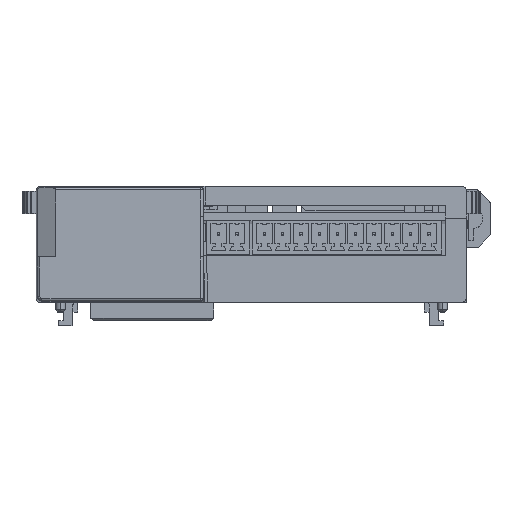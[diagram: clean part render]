
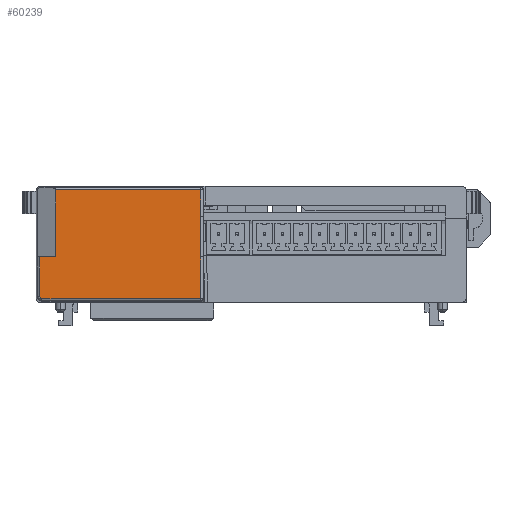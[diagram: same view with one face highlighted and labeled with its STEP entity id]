
A CAD part, top view. The second image highlights one B-rep face of the part: STEP entity #60239.
In plain terms, the highlighted planar face has unit normal (0, 0.009, 1).
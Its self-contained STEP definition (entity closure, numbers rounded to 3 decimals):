
#40012=CARTESIAN_POINT('',(-10.559,18.661,37.04));
#40013=VERTEX_POINT('',#40012);
#40014=CARTESIAN_POINT('',(-10.559,27.344,36.964));
#40015=VERTEX_POINT('',#40014);
#40016=CARTESIAN_POINT('',(-10.559,18.661,37.04));
#40017=DIRECTION('',(0.,1.,-0.009));
#40018=VECTOR('',#40017,8.683);
#40019=LINE('',#40016,#40018);
#40020=EDGE_CURVE('',#40013,#40015,#40019,.T.);
#40030=CARTESIAN_POINT('',(-10.539,27.344,36.964));
#40031=VERTEX_POINT('',#40030);
#40039=CARTESIAN_POINT('',(-10.559,27.344,36.964));
#40040=CARTESIAN_POINT('',(-10.557,27.344,36.964));
#40041=CARTESIAN_POINT('',(-10.553,27.344,36.964));
#40042=CARTESIAN_POINT('',(-10.546,27.344,36.965));
#40043=CARTESIAN_POINT('',(-10.542,27.344,36.964));
#40044=CARTESIAN_POINT('',(-10.539,27.344,36.964));
#40045=B_SPLINE_CURVE_WITH_KNOTS('',3,(#40039,#40040,#40041,#40042,#40043,#40044),.UNSPECIFIED.,.F.,.U.,(4,1,1,4),(0.,0.333,0.667,1.),.UNSPECIFIED.);
#40046=EDGE_CURVE('',#40015,#40031,#40045,.T.);
#51672=CARTESIAN_POINT('',(-43.689,18.661,37.04));
#51673=VERTEX_POINT('',#51672);
#51674=CARTESIAN_POINT('',(-43.689,18.661,37.04));
#51675=DIRECTION('',(1.,0.,0.));
#51676=VECTOR('',#51675,33.13);
#51677=LINE('',#51674,#51676);
#51678=EDGE_CURVE('',#51673,#40013,#51677,.T.);
#51708=CARTESIAN_POINT('',(-44.106,19.078,37.037));
#51709=VERTEX_POINT('',#51708);
#51719=CARTESIAN_POINT('',(-43.689,19.078,37.037));
#51720=DIRECTION('',(-1.,0.,0.));
#51721=DIRECTION('',(0.,0.009,1.));
#51722=AXIS2_PLACEMENT_3D('',#51719,#51721,#51720);
#51723=CIRCLE('',#51722,0.416);
#51724=EDGE_CURVE('',#51709,#51673,#51723,.T.);
#51803=CARTESIAN_POINT('',(-44.106,27.384,36.964));
#51804=VERTEX_POINT('',#51803);
#51814=CARTESIAN_POINT('',(-44.106,27.384,36.964));
#51815=DIRECTION('',(0.,-1.,0.009));
#51816=VECTOR('',#51815,8.307);
#51817=LINE('',#51814,#51816);
#51818=EDGE_CURVE('',#51804,#51709,#51817,.T.);
#51830=CARTESIAN_POINT('',(-40.826,27.384,36.964));
#51831=VERTEX_POINT('',#51830);
#51832=CARTESIAN_POINT('',(-40.826,27.384,36.964));
#51833=DIRECTION('',(-1.,0.,0.));
#51834=VECTOR('',#51833,3.279);
#51835=LINE('',#51832,#51834);
#51836=EDGE_CURVE('',#51831,#51804,#51835,.T.);
#51852=CARTESIAN_POINT('',(-40.826,41.347,36.842));
#51853=VERTEX_POINT('',#51852);
#51877=CARTESIAN_POINT('',(-40.826,41.347,36.842));
#51878=DIRECTION('',(0.,-1.,0.009));
#51879=VECTOR('',#51878,13.963);
#51880=LINE('',#51877,#51879);
#51881=EDGE_CURVE('',#51853,#51831,#51880,.T.);
#60192=CARTESIAN_POINT('',(-27.332,30.004,36.941));
#60193=DIRECTION('',(0.,-1.,0.009));
#60194=DIRECTION('',(-0.,0.009,1.));
#60195=AXIS2_PLACEMENT_3D('',#60192,#60194,#60193);
#60196=PLANE('',#60195);
#60197=CARTESIAN_POINT('',(-10.559,35.824,36.89));
#60198=VERTEX_POINT('',#60197);
#60199=CARTESIAN_POINT('',(-10.539,35.824,36.89));
#60200=VERTEX_POINT('',#60199);
#60201=CARTESIAN_POINT('',(-10.559,35.824,36.89));
#60202=CARTESIAN_POINT('',(-10.557,35.824,36.89));
#60203=CARTESIAN_POINT('',(-10.553,35.824,36.89));
#60204=CARTESIAN_POINT('',(-10.546,35.824,36.891));
#60205=CARTESIAN_POINT('',(-10.542,35.824,36.89));
#60206=CARTESIAN_POINT('',(-10.539,35.824,36.89));
#60207=B_SPLINE_CURVE_WITH_KNOTS('',3,(#60201,#60202,#60203,#60204,#60205,#60206),.UNSPECIFIED.,.F.,.U.,(4,1,1,4),(0.,0.334,0.667,1.),.UNSPECIFIED.);
#60208=EDGE_CURVE('',#60198,#60200,#60207,.T.);
#60209=ORIENTED_EDGE('',*,*,#60208,.F.);
#60210=CARTESIAN_POINT('',(-10.559,41.347,36.842));
#60211=VERTEX_POINT('',#60210);
#60212=CARTESIAN_POINT('',(-10.559,41.347,36.842));
#60213=DIRECTION('',(0.,-1.,0.009));
#60214=VECTOR('',#60213,5.523);
#60215=LINE('',#60212,#60214);
#60216=EDGE_CURVE('',#60211,#60198,#60215,.T.);
#60217=ORIENTED_EDGE('',*,*,#60216,.F.);
#60218=CARTESIAN_POINT('',(-10.559,41.347,36.842));
#60219=DIRECTION('',(-1.,0.,0.));
#60220=VECTOR('',#60219,30.267);
#60221=LINE('',#60218,#60220);
#60222=EDGE_CURVE('',#60211,#51853,#60221,.T.);
#60223=ORIENTED_EDGE('',*,*,#60222,.T.);
#60224=ORIENTED_EDGE('',*,*,#51881,.T.);
#60225=ORIENTED_EDGE('',*,*,#51836,.T.);
#60226=ORIENTED_EDGE('',*,*,#51818,.T.);
#60227=ORIENTED_EDGE('',*,*,#51724,.T.);
#60228=ORIENTED_EDGE('',*,*,#51678,.T.);
#60229=ORIENTED_EDGE('',*,*,#40020,.T.);
#60230=ORIENTED_EDGE('',*,*,#40046,.T.);
#60231=CARTESIAN_POINT('',(-10.539,35.824,36.89));
#60232=DIRECTION('',(0.,-1.,0.009));
#60233=VECTOR('',#60232,8.48);
#60234=LINE('',#60231,#60233);
#60235=EDGE_CURVE('',#60200,#40031,#60234,.T.);
#60236=ORIENTED_EDGE('',*,*,#60235,.F.);
#60237=EDGE_LOOP('',(#60209,#60217,#60223,#60224,#60225,#60226,#60227,#60228,#60229,#60230,#60236));
#60238=FACE_OUTER_BOUND('',#60237,.T.);
#60239=ADVANCED_FACE('',(#60238),#60196,.T.);
